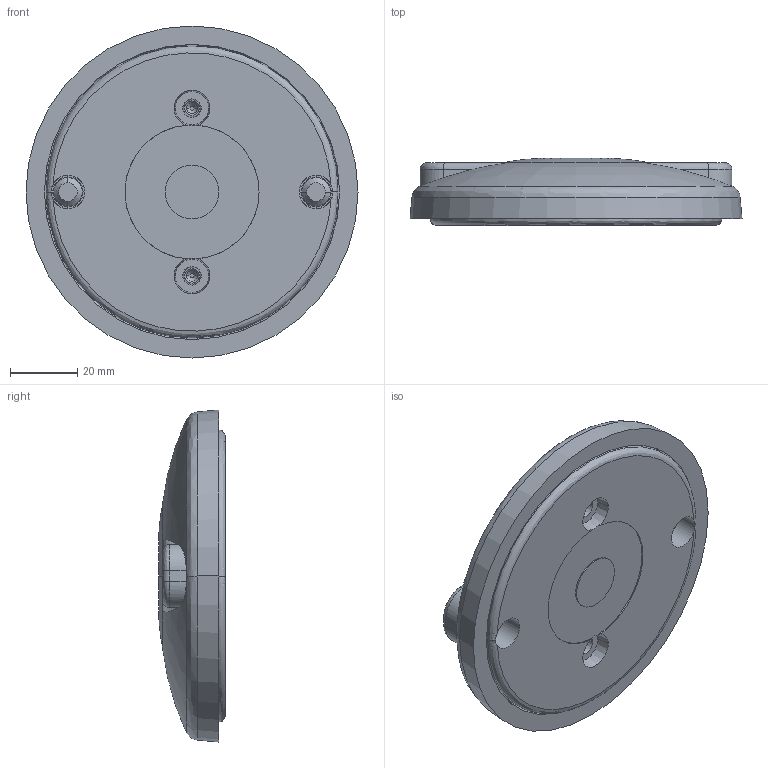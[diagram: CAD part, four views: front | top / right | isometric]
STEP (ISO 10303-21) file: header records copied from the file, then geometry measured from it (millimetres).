
FILE_DESCRIPTION (( 'STEP AP214' ), '1' );
FILE_NAME ('098a100kbzg.STEP', '2014-08-22T13:18:58', ( '' ), ( '' ), 'SwSTEP 2.0', 'SolidWorks 2014', '' );
FILE_SCHEMA (( 'AUTOMOTIVE_DESIGN' ));
Length unit declared in the file: millimetre
Products named in the file (1): 098a100kbzg
Bounding box: 99 x 19.94 x 99 mm (x, y, z)
Volume: 89412.1 mm3; surface area: 42957.3 mm2
Topology: 2 solids, 2 shells, 267 faces, 713 edges, 462 vertices
Faces by surface type: cylinder 81, plane 79, cone 60, bspline 47
Entity records: 13452 total; most frequent: CARTESIAN_POINT 3996, ORIENTED_EDGE 1426, DIRECTION 1311, EDGE_CURVE 713, AXIS2_PLACEMENT_3D 529, VERTEX_POINT 462, CIRCLE 308, EDGE_LOOP 289
